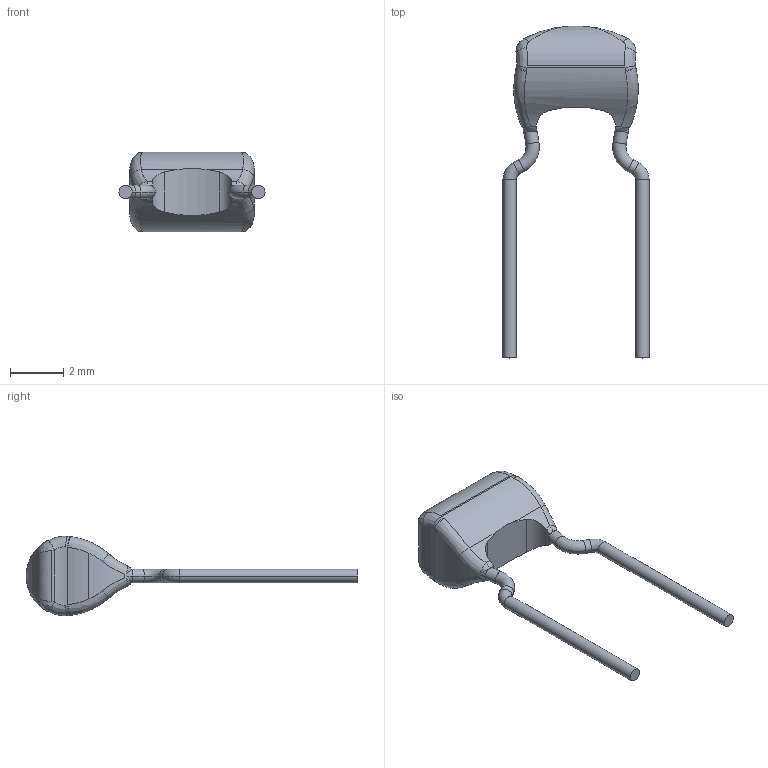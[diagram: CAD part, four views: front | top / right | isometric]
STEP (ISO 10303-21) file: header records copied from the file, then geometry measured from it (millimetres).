
FILE_DESCRIPTION (( 'STEP AP214' ), '1' );
FILE_NAME ('FG24C0G1H223JNT06.STEP', '2022-09-06T09:50:10', ( '' ), ( '' ), 'SwSTEP 2.0', 'SolidWorks 2021', '' );
FILE_SCHEMA (( 'AUTOMOTIVE_DESIGN' ));
Length unit declared in the file: millimetre
Products named in the file (1): FG24C0G1H223JNT06
Bounding box: 5.5 x 12.5 x 3 mm (x, y, z)
Volume: 38.3 mm3; surface area: 89.3 mm2
Topology: 3 solids, 3 shells, 92 faces, 214 edges, 128 vertices
Faces by surface type: cylinder 44, bspline 30, torus 12, plane 6
Entity records: 4311 total; most frequent: CARTESIAN_POINT 1513, ORIENTED_EDGE 428, DIRECTION 302, EDGE_CURVE 214, VERTEX_POINT 128, AXIS2_PLACEMENT_3D 127, B_SPLINE_CURVE_WITH_KNOTS 102, EDGE_LOOP 92
